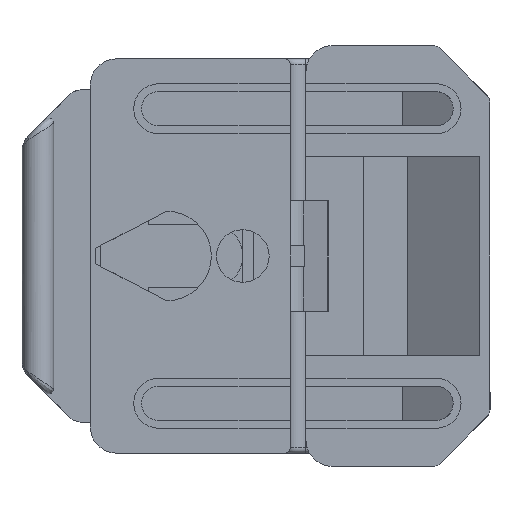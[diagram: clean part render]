
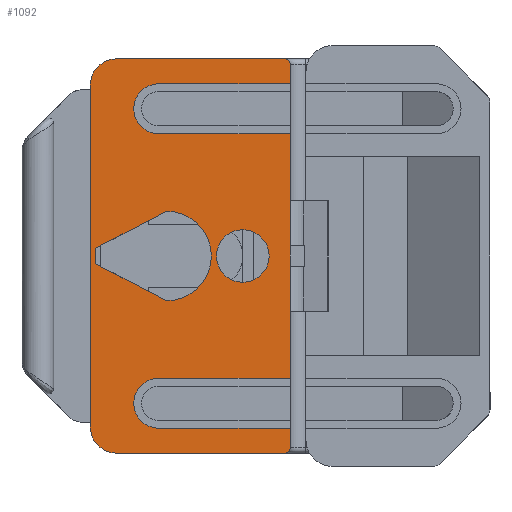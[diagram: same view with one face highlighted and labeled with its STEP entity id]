
A CAD part, front view. The second image highlights one B-rep face of the part: STEP entity #1092.
In plain terms, the highlighted planar face has unit normal (0, -1, 0).
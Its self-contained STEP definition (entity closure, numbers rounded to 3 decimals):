
#267=CARTESIAN_POINT('',(2.5,0.0,-5.0));
#268=VERTEX_POINT('',#267);
#269=CARTESIAN_POINT('',(2.5,0.0,0.0));
#270=DIRECTION('',(0.0,-1.0,0.0));
#271=DIRECTION('',(0.0,0.0,-1.0));
#272=AXIS2_PLACEMENT_3D('',#269,#270,#271);
#273=CIRCLE('',#272,5.0);
#274=EDGE_CURVE('',#268,#268,#273,.T.);
#623=CARTESIAN_POINT('',(11.5,0.,36.5));
#624=VERTEX_POINT('',#623);
#631=CARTESIAN_POINT('',(11.5,0.0,32.75));
#632=VERTEX_POINT('',#631);
#633=CARTESIAN_POINT('',(11.5,0.,32.75));
#634=DIRECTION('',(0.0,0.0,1.0));
#635=VECTOR('',#634,3.75);
#636=LINE('',#633,#635);
#637=EDGE_CURVE('',#632,#624,#636,.T.);
#719=CARTESIAN_POINT('',(11.5,0.0,23.25));
#720=VERTEX_POINT('',#719);
#727=CARTESIAN_POINT('',(11.5,0.0,-23.25));
#728=VERTEX_POINT('',#727);
#729=CARTESIAN_POINT('',(11.5,0.,-23.25));
#730=DIRECTION('',(0.0,0.0,1.0));
#731=VECTOR('',#730,46.5);
#732=LINE('',#729,#731);
#733=EDGE_CURVE('',#728,#720,#732,.T.);
#815=CARTESIAN_POINT('',(11.5,0.0,-32.75));
#816=VERTEX_POINT('',#815);
#823=CARTESIAN_POINT('',(11.5,0.,-36.5));
#824=VERTEX_POINT('',#823);
#825=CARTESIAN_POINT('',(11.5,0.,-36.5));
#826=DIRECTION('',(0.0,0.0,1.0));
#827=VECTOR('',#826,3.75);
#828=LINE('',#825,#827);
#829=EDGE_CURVE('',#824,#816,#828,.T.);
#881=CARTESIAN_POINT('',(-13.5,0.0,23.25));
#882=VERTEX_POINT('',#881);
#898=CARTESIAN_POINT('',(-13.5,0.0,32.75));
#899=VERTEX_POINT('',#898);
#906=CARTESIAN_POINT('',(-13.5,0.0,28.));
#907=DIRECTION('',(0.0,1.0,0.0));
#908=DIRECTION('',(0.0,0.0,1.0));
#909=AXIS2_PLACEMENT_3D('',#906,#907,#908);
#910=CIRCLE('',#909,4.75);
#911=EDGE_CURVE('',#882,#899,#910,.T.);
#929=CARTESIAN_POINT('',(-13.5,0.0,32.75));
#930=DIRECTION('',(1.0,0.0,0.0));
#931=VECTOR('',#930,25.0);
#932=LINE('',#929,#931);
#933=EDGE_CURVE('',#899,#632,#932,.T.);
#951=CARTESIAN_POINT('',(11.5,0.0,23.25));
#952=DIRECTION('',(-1.0,0.0,0.0));
#953=VECTOR('',#952,25.0);
#954=LINE('',#951,#953);
#955=EDGE_CURVE('',#720,#882,#954,.T.);
#960=CARTESIAN_POINT('',(-26.5,0.0,-37.5));
#961=DIRECTION('',(0.0,-1.0,0.0));
#962=DIRECTION('',(0.0,0.0,-1.0));
#963=AXIS2_PLACEMENT_3D('',#960,#961,#962);
#964=PLANE('',#963);
#965=ORIENTED_EDGE('',*,*,#637,.T.);
#966=CARTESIAN_POINT('',(10.5,0.0,37.5));
#967=VERTEX_POINT('',#966);
#968=CARTESIAN_POINT('',(10.5,0.0,36.5));
#969=DIRECTION('',(0.0,-1.0,0.0));
#970=DIRECTION('',(0.0,0.0,-1.0));
#971=AXIS2_PLACEMENT_3D('',#968,#969,#970);
#972=CIRCLE('',#971,1.0);
#973=EDGE_CURVE('',#624,#967,#972,.T.);
#974=ORIENTED_EDGE('',*,*,#973,.T.);
#975=CARTESIAN_POINT('',(-21.5,0.0,37.5));
#976=VERTEX_POINT('',#975);
#977=CARTESIAN_POINT('',(-21.5,0.0,37.5));
#978=DIRECTION('',(1.0,0.0,0.0));
#979=VECTOR('',#978,32.0);
#980=LINE('',#977,#979);
#981=EDGE_CURVE('',#976,#967,#980,.T.);
#982=ORIENTED_EDGE('',*,*,#981,.F.);
#983=CARTESIAN_POINT('',(-26.5,0.0,32.5));
#984=VERTEX_POINT('',#983);
#985=CARTESIAN_POINT('',(-21.5,0.0,32.5));
#986=DIRECTION('',(0.0,-1.0,0.0));
#987=DIRECTION('',(0.0,0.0,-1.0));
#988=AXIS2_PLACEMENT_3D('',#985,#986,#987);
#989=CIRCLE('',#988,5.0);
#990=EDGE_CURVE('',#976,#984,#989,.T.);
#991=ORIENTED_EDGE('',*,*,#990,.T.);
#992=CARTESIAN_POINT('',(-26.5,0.0,-32.5));
#993=VERTEX_POINT('',#992);
#994=CARTESIAN_POINT('',(-26.5,0.0,-32.5));
#995=DIRECTION('',(0.0,0.0,1.0));
#996=VECTOR('',#995,65.0);
#997=LINE('',#994,#996);
#998=EDGE_CURVE('',#993,#984,#997,.T.);
#999=ORIENTED_EDGE('',*,*,#998,.F.);
#1000=CARTESIAN_POINT('',(-21.5,0.0,-37.5));
#1001=VERTEX_POINT('',#1000);
#1002=CARTESIAN_POINT('',(-21.5,0.0,-32.5));
#1003=DIRECTION('',(0.0,-1.0,0.0));
#1004=DIRECTION('',(0.0,0.0,-1.0));
#1005=AXIS2_PLACEMENT_3D('',#1002,#1003,#1004);
#1006=CIRCLE('',#1005,5.0);
#1007=EDGE_CURVE('',#993,#1001,#1006,.T.);
#1008=ORIENTED_EDGE('',*,*,#1007,.T.);
#1009=CARTESIAN_POINT('',(10.5,0.0,-37.5));
#1010=VERTEX_POINT('',#1009);
#1011=CARTESIAN_POINT('',(10.5,0.0,-37.5));
#1012=DIRECTION('',(-1.0,0.0,0.0));
#1013=VECTOR('',#1012,32.0);
#1014=LINE('',#1011,#1013);
#1015=EDGE_CURVE('',#1010,#1001,#1014,.T.);
#1016=ORIENTED_EDGE('',*,*,#1015,.F.);
#1017=CARTESIAN_POINT('',(10.5,0.0,-36.5));
#1018=DIRECTION('',(0.0,-1.0,0.0));
#1019=DIRECTION('',(0.0,0.0,-1.0));
#1020=AXIS2_PLACEMENT_3D('',#1017,#1018,#1019);
#1021=CIRCLE('',#1020,1.0);
#1022=EDGE_CURVE('',#1010,#824,#1021,.T.);
#1023=ORIENTED_EDGE('',*,*,#1022,.T.);
#1024=ORIENTED_EDGE('',*,*,#829,.T.);
#1025=CARTESIAN_POINT('',(-13.5,0.0,-32.75));
#1026=VERTEX_POINT('',#1025);
#1027=CARTESIAN_POINT('',(-13.5,0.0,-32.75));
#1028=DIRECTION('',(1.0,0.0,0.0));
#1029=VECTOR('',#1028,25.0);
#1030=LINE('',#1027,#1029);
#1031=EDGE_CURVE('',#1026,#816,#1030,.T.);
#1032=ORIENTED_EDGE('',*,*,#1031,.F.);
#1033=CARTESIAN_POINT('',(-13.5,0.0,-23.25));
#1034=VERTEX_POINT('',#1033);
#1035=CARTESIAN_POINT('',(-13.5,0.0,-28.));
#1036=DIRECTION('',(0.0,-1.0,0.0));
#1037=DIRECTION('',(0.0,0.0,-1.0));
#1038=AXIS2_PLACEMENT_3D('',#1035,#1036,#1037);
#1039=CIRCLE('',#1038,4.75);
#1040=EDGE_CURVE('',#1034,#1026,#1039,.T.);
#1041=ORIENTED_EDGE('',*,*,#1040,.F.);
#1042=CARTESIAN_POINT('',(11.5,0.0,-23.25));
#1043=DIRECTION('',(-1.0,0.0,0.0));
#1044=VECTOR('',#1043,25.0);
#1045=LINE('',#1042,#1044);
#1046=EDGE_CURVE('',#728,#1034,#1045,.T.);
#1047=ORIENTED_EDGE('',*,*,#1046,.F.);
#1048=ORIENTED_EDGE('',*,*,#733,.T.);
#1049=ORIENTED_EDGE('',*,*,#955,.T.);
#1050=ORIENTED_EDGE('',*,*,#911,.T.);
#1051=ORIENTED_EDGE('',*,*,#933,.T.);
#1052=EDGE_LOOP('',(#965,#974,#982,#991,#999,#1008,#1016,#1023,#1024,#1032,#1041,#1047,#1048,#1049,#1050,#1051));
#1053=FACE_OUTER_BOUND('',#1052,.T.);
#1054=CARTESIAN_POINT('',(-12.,0.0,-8.5));
#1055=VERTEX_POINT('',#1054);
#1056=CARTESIAN_POINT('',(-12.,0.0,8.5));
#1057=VERTEX_POINT('',#1056);
#1058=CARTESIAN_POINT('',(-12.,0.0,0.0));
#1059=DIRECTION('',(0.0,-1.0,0.0));
#1060=DIRECTION('',(0.0,0.0,-1.0));
#1061=AXIS2_PLACEMENT_3D('',#1058,#1059,#1060);
#1062=CIRCLE('',#1061,8.5);
#1063=EDGE_CURVE('',#1055,#1057,#1062,.T.);
#1064=ORIENTED_EDGE('',*,*,#1063,.F.);
#1065=CARTESIAN_POINT('',(-25.5,0.0,-1.5));
#1066=VERTEX_POINT('',#1065);
#1067=CARTESIAN_POINT('',(-25.5,0.0,-1.5));
#1068=DIRECTION('',(0.888,0.0,-0.46));
#1069=VECTOR('',#1068,15.207);
#1070=LINE('',#1067,#1069);
#1071=EDGE_CURVE('',#1066,#1055,#1070,.T.);
#1072=ORIENTED_EDGE('',*,*,#1071,.F.);
#1073=CARTESIAN_POINT('',(-25.5,0.0,1.5));
#1074=VERTEX_POINT('',#1073);
#1075=CARTESIAN_POINT('',(-25.5,0.0,1.5));
#1076=DIRECTION('',(0.0,0.0,-1.0));
#1077=VECTOR('',#1076,3.0);
#1078=LINE('',#1075,#1077);
#1079=EDGE_CURVE('',#1074,#1066,#1078,.T.);
#1080=ORIENTED_EDGE('',*,*,#1079,.F.);
#1081=CARTESIAN_POINT('',(-12.,0.0,8.5));
#1082=DIRECTION('',(-0.888,0.0,-0.46));
#1083=VECTOR('',#1082,15.207);
#1084=LINE('',#1081,#1083);
#1085=EDGE_CURVE('',#1057,#1074,#1084,.T.);
#1086=ORIENTED_EDGE('',*,*,#1085,.F.);
#1087=EDGE_LOOP('',(#1064,#1072,#1080,#1086));
#1088=FACE_BOUND('',#1087,.T.);
#1089=ORIENTED_EDGE('',*,*,#274,.F.);
#1090=EDGE_LOOP('',(#1089));
#1091=FACE_BOUND('',#1090,.T.);
#1092=ADVANCED_FACE('',(#1053,#1088,#1091),#964,.T.);
